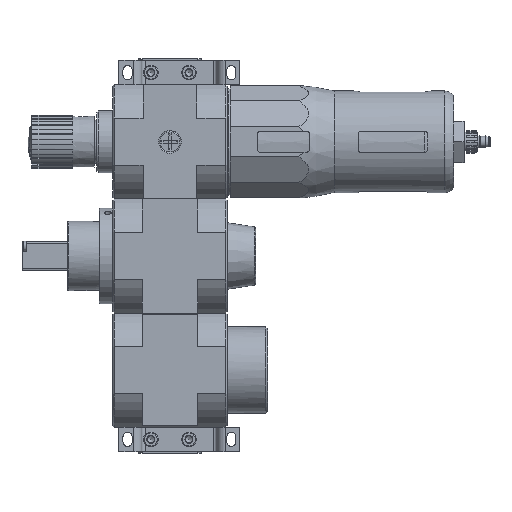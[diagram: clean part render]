
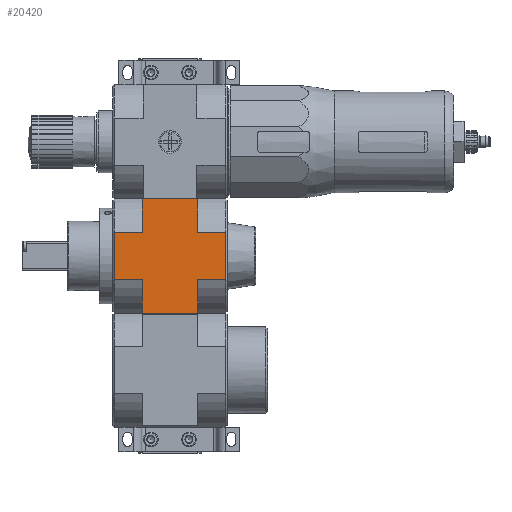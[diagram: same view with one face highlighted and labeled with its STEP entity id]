
A CAD part, left-side view. The second image highlights one B-rep face of the part: STEP entity #20420.
In plain terms, the highlighted face is planar.
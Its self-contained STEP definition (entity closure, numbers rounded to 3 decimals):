
#5298=ORIENTED_EDGE('',*,*,#9579,.T.);
#5299=ORIENTED_EDGE('',*,*,#9580,.F.);
#5300=ORIENTED_EDGE('',*,*,#9581,.T.);
#5301=ORIENTED_EDGE('',*,*,#9563,.T.);
#5302=ORIENTED_EDGE('',*,*,#9582,.F.);
#5303=ORIENTED_EDGE('',*,*,#9583,.F.);
#5304=ORIENTED_EDGE('',*,*,#9584,.F.);
#5305=ORIENTED_EDGE('',*,*,#9585,.F.);
#5306=ORIENTED_EDGE('',*,*,#9586,.F.);
#5307=ORIENTED_EDGE('',*,*,#9571,.T.);
#5308=ORIENTED_EDGE('',*,*,#9587,.T.);
#5309=ORIENTED_EDGE('',*,*,#9588,.F.);
#9563=EDGE_CURVE('',#11975,#11974,#13507,.T.);
#9571=EDGE_CURVE('',#11982,#11981,#13512,.T.);
#9579=EDGE_CURVE('',#11988,#11989,#13520,.T.);
#9580=EDGE_CURVE('',#11990,#11989,#13521,.F.);
#9581=EDGE_CURVE('',#11990,#11975,#13522,.T.);
#9582=EDGE_CURVE('',#11991,#11974,#13523,.T.);
#9583=EDGE_CURVE('',#11992,#11991,#13524,.F.);
#9584=EDGE_CURVE('',#11993,#11992,#13525,.T.);
#9585=EDGE_CURVE('',#11994,#11993,#13526,.T.);
#9586=EDGE_CURVE('',#11982,#11994,#13527,.T.);
#9587=EDGE_CURVE('',#11981,#11995,#13528,.T.);
#9588=EDGE_CURVE('',#11988,#11995,#13529,.T.);
#11974=VERTEX_POINT('',#40853);
#11975=VERTEX_POINT('',#40855);
#11981=VERTEX_POINT('',#40869);
#11982=VERTEX_POINT('',#40871);
#11988=VERTEX_POINT('',#40886);
#11989=VERTEX_POINT('',#40887);
#11990=VERTEX_POINT('',#40889);
#11991=VERTEX_POINT('',#40892);
#11992=VERTEX_POINT('',#40894);
#11993=VERTEX_POINT('',#40896);
#11994=VERTEX_POINT('',#40898);
#11995=VERTEX_POINT('',#40901);
#13507=LINE('',#40854,#15021);
#13512=LINE('',#40870,#15026);
#13520=LINE('',#40885,#15034);
#13521=LINE('',#40888,#15035);
#13522=LINE('',#40890,#15036);
#13523=LINE('',#40891,#15037);
#13524=LINE('',#40893,#15038);
#13525=LINE('',#40895,#15039);
#13526=LINE('',#40897,#15040);
#13527=LINE('',#40899,#15041);
#13528=LINE('',#40900,#15042);
#13529=LINE('',#40902,#15043);
#15021=VECTOR('',#33675,1000.);
#15026=VECTOR('',#33688,1000.);
#15034=VECTOR('',#33698,1000.);
#15035=VECTOR('',#33699,1000.);
#15036=VECTOR('',#33700,1000.);
#15037=VECTOR('',#33701,1000.);
#15038=VECTOR('',#33702,1000.);
#15039=VECTOR('',#33703,1000.);
#15040=VECTOR('',#33704,1000.);
#15041=VECTOR('',#33705,1000.);
#15042=VECTOR('',#33706,1000.);
#15043=VECTOR('',#33707,1000.);
#16622=EDGE_LOOP('',(#5298,#5299,#5300,#5301,#5302,#5303,#5304,#5305,#5306,
#5307,#5308,#5309));
#18279=FACE_BOUND('',#16622,.T.);
#19407=PLANE('',#29090);
#20420=ADVANCED_FACE('',(#18279),#19407,.T.);
#29090=AXIS2_PLACEMENT_3D('',#40884,#33696,#33697);
#33675=DIRECTION('',(0.,-1.,0.));
#33688=DIRECTION('',(0.,1.,0.));
#33696=DIRECTION('',(0.,0.,1.));
#33697=DIRECTION('',(1.,0.,0.));
#33698=DIRECTION('',(-1.,0.,0.));
#33699=DIRECTION('',(0.,-1.,0.));
#33700=DIRECTION('',(-1.,0.,0.));
#33701=DIRECTION('',(-1.,0.,0.));
#33702=DIRECTION('',(0.,-1.,0.));
#33703=DIRECTION('',(-1.,0.,0.));
#33704=DIRECTION('',(0.,-1.,0.));
#33705=DIRECTION('',(-1.,0.,0.));
#33706=DIRECTION('',(-1.,0.,0.));
#33707=DIRECTION('',(0.,-1.,0.));
#40853=CARTESIAN_POINT('',(-33.,-16.,33.));
#40854=CARTESIAN_POINT('',(-33.,32.2,33.));
#40855=CARTESIAN_POINT('',(-33.,16.,33.));
#40869=CARTESIAN_POINT('',(33.,16.,33.));
#40870=CARTESIAN_POINT('',(33.,-32.2,33.));
#40871=CARTESIAN_POINT('',(33.,-16.,33.));
#40884=CARTESIAN_POINT('',(0.,0.,33.));
#40885=CARTESIAN_POINT('',(33.,32.2,33.));
#40886=CARTESIAN_POINT('',(13.75,32.2,33.));
#40887=CARTESIAN_POINT('',(-13.75,32.2,33.));
#40888=CARTESIAN_POINT('',(-13.75,50.,33.));
#40889=CARTESIAN_POINT('',(-13.75,16.,33.));
#40890=CARTESIAN_POINT('',(0.,16.,33.));
#40891=CARTESIAN_POINT('',(0.,-16.,33.));
#40892=CARTESIAN_POINT('',(-13.75,-16.,33.));
#40893=CARTESIAN_POINT('',(-13.75,-16.,33.));
#40894=CARTESIAN_POINT('',(-13.75,-32.2,33.));
#40895=CARTESIAN_POINT('',(33.,-32.2,33.));
#40896=CARTESIAN_POINT('',(13.75,-32.2,33.));
#40897=CARTESIAN_POINT('',(13.75,-16.,33.));
#40898=CARTESIAN_POINT('',(13.75,-16.,33.));
#40899=CARTESIAN_POINT('',(0.,-16.,33.));
#40900=CARTESIAN_POINT('',(0.,16.,33.));
#40901=CARTESIAN_POINT('',(13.75,16.,33.));
#40902=CARTESIAN_POINT('',(13.75,50.,33.));
